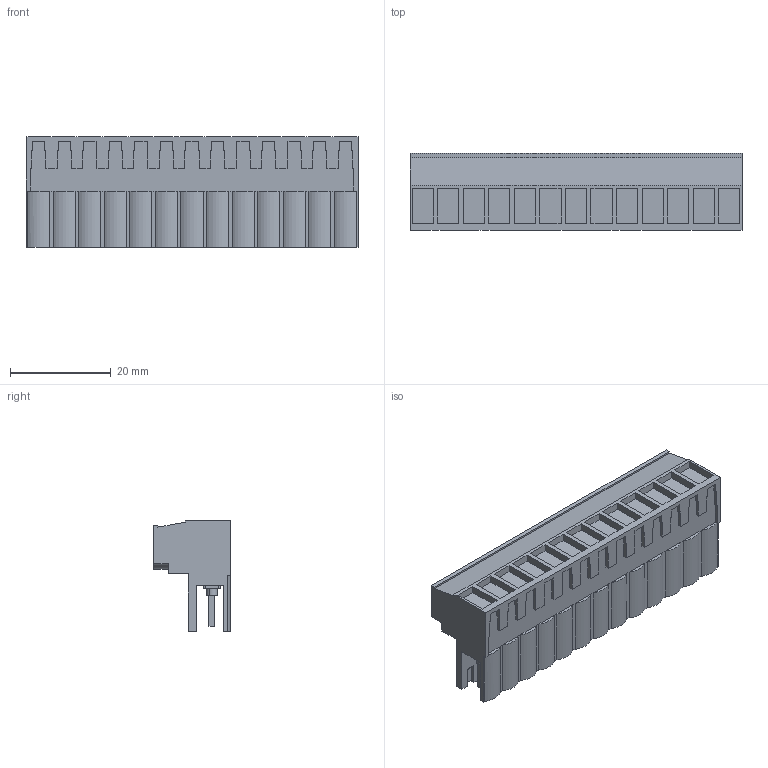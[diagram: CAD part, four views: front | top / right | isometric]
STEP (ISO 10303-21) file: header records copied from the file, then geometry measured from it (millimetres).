
FILE_DESCRIPTION(('CATIA V5 STEP','CAx-IF Rec.Pracs.--- Model Styling and Organization---1.2---2011-12-15'),'2;1');
FILE_NAME ('D1453757_0_1627200000_1627200000.stp','2017-06-01T06:28:59+00:00',('none'),('Weidmueller'),'CATIA Version 5-6 Release 2014','CATIA V5 STEP AP214','none');
FILE_SCHEMA(('AUTOMOTIVE_DESIGN { 1 0 10303 214 1 1 1 1 }'));
Length unit declared in the file: millimetre
Products named in the file (1): 1627200000
Bounding box: 66.04 x 15.3 x 22.05 mm (x, y, z)
Volume: 11257.4 mm3; surface area: 9602.2 mm2
Topology: 27 solids, 27 shells, 900 faces, 2450 edges, 1656 vertices
Faces by surface type: plane 679, cylinder 169, extrusion 52
Entity records: 27471 total; most frequent: CARTESIAN_POINT 6329, ORIENTED_EDGE 4900, DIRECTION 3306, EDGE_CURVE 2450, VECTOR 2006, LINE 1954, VERTEX_POINT 1656, EDGE_LOOP 978
